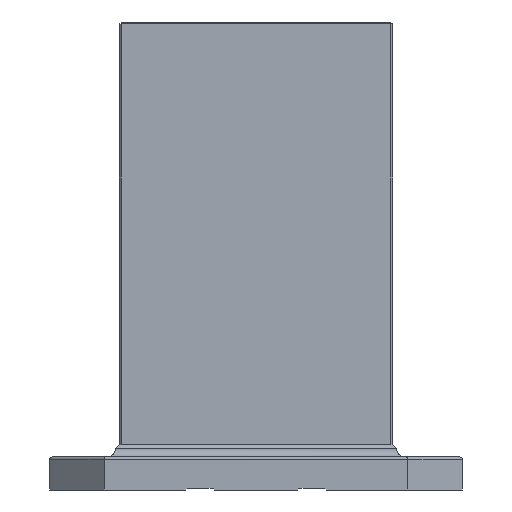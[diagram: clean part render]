
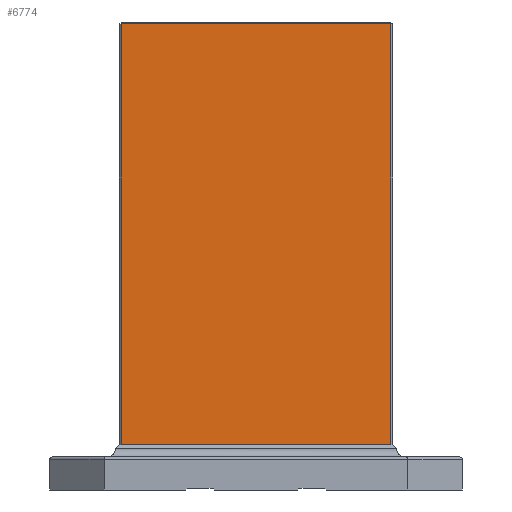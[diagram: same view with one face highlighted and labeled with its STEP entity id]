
A CAD part, front view. The second image highlights one B-rep face of the part: STEP entity #6774.
In plain terms, the highlighted planar face has unit normal (0, -1, 0).
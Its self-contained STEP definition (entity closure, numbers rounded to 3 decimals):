
#4632=EDGE_CURVE('',#8182,#8550,#11958,.T.);
#5854=EDGE_CURVE('',#8182,#8454,#13319,.T.);
#6774=ADVANCED_FACE('',(#14346),#14347,.F.);
#6884=EDGE_CURVE('',#8400,#8550,#14475,.T.);
#6986=EDGE_CURVE('',#8454,#8400,#14588,.T.);
#8182=VERTEX_POINT('',#15896);
#8400=VERTEX_POINT('',#16143);
#8454=VERTEX_POINT('',#16203);
#8550=VERTEX_POINT('',#16313);
#11958=LINE('',#20269,#20270);
#13319=LINE('',#22039,#22040);
#14346=FACE_OUTER_BOUND('',#23345,.T.);
#14347=PLANE('',#23346);
#14475=LINE('',#23503,#23504);
#14588=LINE('',#23656,#23657);
#15896=CARTESIAN_POINT('',(-163.5,-165.5,565.));
#16143=CARTESIAN_POINT('',(163.488,-165.5,55.));
#16203=CARTESIAN_POINT('',(-163.5,-165.5,55.));
#16313=CARTESIAN_POINT('',(163.488,-165.5,565.));
#20269=CARTESIAN_POINT('',(-43.5,-165.5,565.0));
#20270=VECTOR('',#30734,1.0);
#22039=CARTESIAN_POINT('',(-163.5,-165.5,565.));
#22040=VECTOR('',#32503,1.0);
#23345=EDGE_LOOP('',(#33947,#33948,#33949,#33950));
#23346=AXIS2_PLACEMENT_3D('',#33951,#33952,#33953);
#23503=CARTESIAN_POINT('',(163.488,-165.5,565.));
#23504=VECTOR('',#34172,1.0);
#23656=CARTESIAN_POINT('',(-250.0,-165.5,55.));
#23657=VECTOR('',#34317,1.0);
#30734=DIRECTION('',(1.0,0.0,0.0));
#32503=DIRECTION('',(0.,0.,-1.0));
#33947=ORIENTED_EDGE('',*,*,#6884,.T.);
#33948=ORIENTED_EDGE('',*,*,#4632,.F.);
#33949=ORIENTED_EDGE('',*,*,#5854,.T.);
#33950=ORIENTED_EDGE('',*,*,#6986,.T.);
#33951=CARTESIAN_POINT('',(-250.0,-165.5,565.0));
#33952=DIRECTION('',(0.0,1.0,0.));
#33953=DIRECTION('',(0.0,0.,1.0));
#34172=DIRECTION('',(0.,0.,1.0));
#34317=DIRECTION('',(1.0,0.0,0.0));
